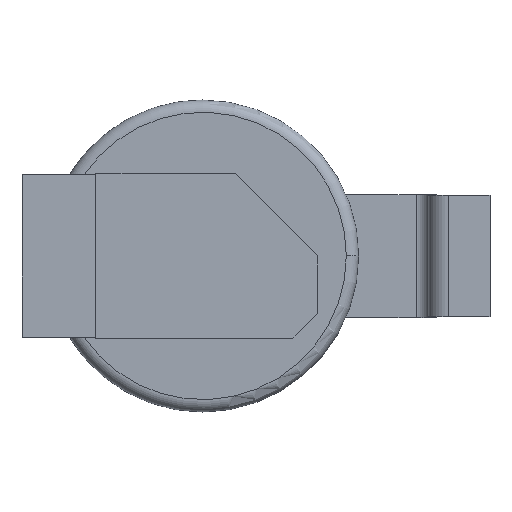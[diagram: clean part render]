
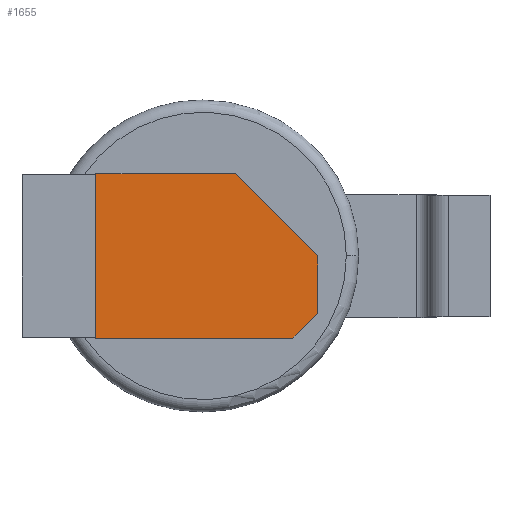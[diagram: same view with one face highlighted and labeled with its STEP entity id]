
A CAD part, top view. The second image highlights one B-rep face of the part: STEP entity #1655.
In plain terms, the highlighted planar face has unit normal (0, 0, 1).
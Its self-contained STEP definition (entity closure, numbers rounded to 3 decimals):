
#211 = ORIENTED_EDGE ( 'NONE', *, *, #1501, .F. ) ;
#212 = ORIENTED_EDGE ( 'NONE', *, *, #1490, .T. ) ;
#213 = ORIENTED_EDGE ( 'NONE', *, *, #1491, .T. ) ;
#215 = ORIENTED_EDGE ( 'NONE', *, *, #1492, .T. ) ;
#217 = ORIENTED_EDGE ( 'NONE', *, *, #1499, .T. ) ;
#218 = ORIENTED_EDGE ( 'NONE', *, *, #1485, .T. ) ;
#349 = CARTESIAN_POINT ( 'NONE',  ( -2.2, 1., 0.1 ) ) ;
#350 = PLANE ( 'NONE',  #1353 ) ;
#359 = DIRECTION ( 'NONE',  ( 0., 0., 1. ) ) ;
#360 = DIRECTION ( 'NONE',  ( 1., 0., 0. ) ) ;
#467 = CARTESIAN_POINT ( 'NONE',  ( -1.3, 1., 0.1 ) ) ;
#468 = CARTESIAN_POINT ( 'NONE',  ( 0.4, 1., 0.1 ) ) ;
#469 = CARTESIAN_POINT ( 'NONE',  ( -1.3, -1., 0.1 ) ) ;
#470 = CARTESIAN_POINT ( 'NONE',  ( 1.1, -1., 0.1 ) ) ;
#493 = VERTEX_POINT ( 'NONE', #1188 ) ;
#494 = VERTEX_POINT ( 'NONE', #1189 ) ;
#532 = VERTEX_POINT ( 'NONE', #467 ) ;
#533 = VERTEX_POINT ( 'NONE', #468 ) ;
#534 = VERTEX_POINT ( 'NONE', #469 ) ;
#535 = VERTEX_POINT ( 'NONE', #470 ) ;
#556 = CARTESIAN_POINT ( 'NONE',  ( 1.4, 0., 0.1 ) ) ;
#558 = DIRECTION ( 'NONE',  ( -0.707, 0.707, 0. ) ) ;
#561 = CARTESIAN_POINT ( 'NONE',  ( -1.3, 1., 0.1 ) ) ;
#562 = DIRECTION ( 'NONE',  ( 0., 1., 0. ) ) ;
#740 = LINE ( 'NONE', #2126, #747 ) ;
#747 = VECTOR ( 'NONE', #2127, 1000. ) ;
#750 = LINE ( 'NONE', #556, #775 ) ;
#757 = LINE ( 'NONE', #2139, #758 ) ;
#758 = VECTOR ( 'NONE', #2140, 1000. ) ;
#759 = LINE ( 'NONE', #2141, #760 ) ;
#760 = VECTOR ( 'NONE', #2142, 1000. ) ;
#761 = LINE ( 'NONE', #2143, #762 ) ;
#762 = VECTOR ( 'NONE', #2144, 1000. ) ;
#775 = VECTOR ( 'NONE', #558, 1000. ) ;
#779 = LINE ( 'NONE', #561, #780 ) ;
#780 = VECTOR ( 'NONE', #562, 1000. ) ;
#936 = FACE_OUTER_BOUND ( 'NONE', #1260, .T. ) ;
#1188 = CARTESIAN_POINT ( 'NONE',  ( 1.4, -0.7, 0.1 ) ) ;
#1189 = CARTESIAN_POINT ( 'NONE',  ( 1.4, 0., 0.1 ) ) ;
#1260 = EDGE_LOOP ( 'NONE', ( #211, #212, #213, #215, #217, #218 ) ) ;
#1353 = AXIS2_PLACEMENT_3D ( 'NONE', #349, #359, #360 ) ;
#1485 = EDGE_CURVE ( 'NONE', #533, #532, #740, .T. ) ;
#1490 = EDGE_CURVE ( 'NONE', #534, #535, #757, .T. ) ;
#1491 = EDGE_CURVE ( 'NONE', #535, #493, #759, .T. ) ;
#1492 = EDGE_CURVE ( 'NONE', #493, #494, #761, .T. ) ;
#1499 = EDGE_CURVE ( 'NONE', #494, #533, #750, .T. ) ;
#1501 = EDGE_CURVE ( 'NONE', #534, #532, #779, .T. ) ;
#1655 = ADVANCED_FACE ( 'NONE', ( #936 ), #350, .T. ) ;
#2126 = CARTESIAN_POINT ( 'NONE',  ( 0.4, 1., 0.1 ) ) ;
#2127 = DIRECTION ( 'NONE',  ( -1., 0., 0. ) ) ;
#2139 = CARTESIAN_POINT ( 'NONE',  ( -2.2, -1., 0.1 ) ) ;
#2140 = DIRECTION ( 'NONE',  ( 1., 0., 0. ) ) ;
#2141 = CARTESIAN_POINT ( 'NONE',  ( 1.1, -1., 0.1 ) ) ;
#2142 = DIRECTION ( 'NONE',  ( 0.707, 0.707, 0. ) ) ;
#2143 = CARTESIAN_POINT ( 'NONE',  ( 1.4, -0.7, 0.1 ) ) ;
#2144 = DIRECTION ( 'NONE',  ( 0., 1., 0. ) ) ;
